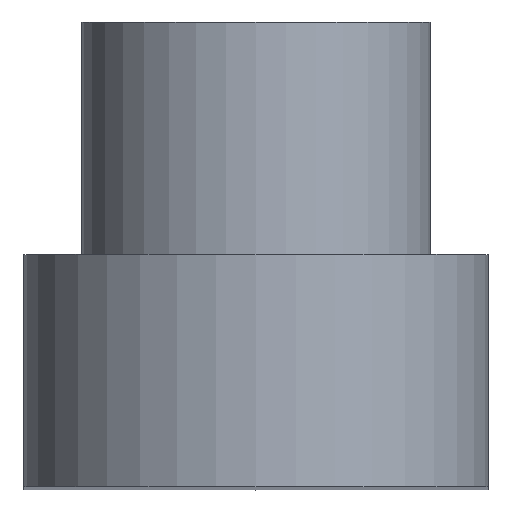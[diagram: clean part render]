
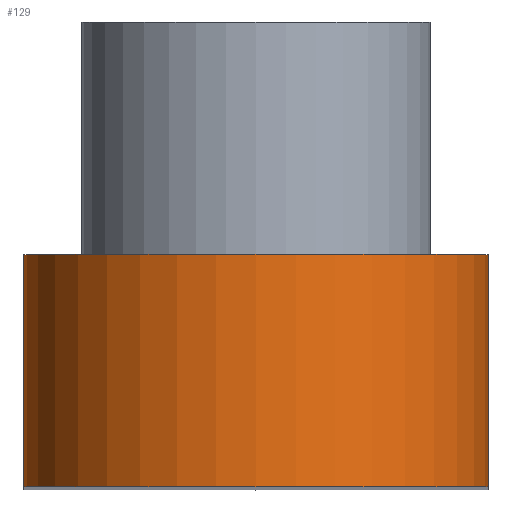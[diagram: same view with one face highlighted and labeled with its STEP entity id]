
A CAD part, top view. The second image highlights one B-rep face of the part: STEP entity #129.
In plain terms, the highlighted cylindrical face has radius 5.08 mm (diameter 10.16 mm), a partial arc.
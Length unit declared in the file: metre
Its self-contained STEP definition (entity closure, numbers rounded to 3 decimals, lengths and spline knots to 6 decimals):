
#23=LINE('',#210,#31);
#27=LINE('',#219,#35);
#31=VECTOR('',#172,1.);
#35=VECTOR('',#178,1.);
#38=CYLINDRICAL_SURFACE('',#156,0.00508);
#63=ORIENTED_EDGE('',*,*,#80,.F.);
#64=ORIENTED_EDGE('',*,*,#76,.F.);
#65=ORIENTED_EDGE('',*,*,#78,.F.);
#66=ORIENTED_EDGE('',*,*,#72,.F.);
#72=EDGE_CURVE('',#86,#83,#23,.F.);
#76=EDGE_CURVE('',#90,#87,#27,.T.);
#78=EDGE_CURVE('',#83,#90,#94,.T.);
#80=EDGE_CURVE('',#87,#86,#96,.F.);
#83=VERTEX_POINT('',#204);
#86=VERTEX_POINT('',#209);
#87=VERTEX_POINT('',#213);
#90=VERTEX_POINT('',#218);
#94=CIRCLE('',#151,0.00508);
#96=CIRCLE('',#154,0.00508);
#106=EDGE_LOOP('',(#63,#64,#65,#66));
#116=FACE_BOUND('',#106,.T.);
#129=ADVANCED_FACE('',(#116),#38,.T.);
#151=AXIS2_PLACEMENT_3D('',#222,#183,#184);
#154=AXIS2_PLACEMENT_3D('',#225,#189,#190);
#156=AXIS2_PLACEMENT_3D('',#227,#193,#194);
#172=DIRECTION('',(0.,1.,0.));
#178=DIRECTION('',(0.,1.,0.));
#183=DIRECTION('',(0.,-1.,0.));
#184=DIRECTION('',(0.,0.,-1.));
#189=DIRECTION('',(0.,-1.,0.));
#190=DIRECTION('',(0.,0.,-1.));
#193=DIRECTION('',(0.,1.,0.));
#194=DIRECTION('',(0.,0.,1.));
#204=CARTESIAN_POINT('',(0.01103,-0.03016,-0.01675));
#209=CARTESIAN_POINT('',(0.01103,-0.02508,-0.01675));
#210=CARTESIAN_POINT('',(0.01103,-0.03016,-0.01675));
#213=CARTESIAN_POINT('',(0.00087,-0.02508,-0.01675));
#218=CARTESIAN_POINT('',(0.00087,-0.03016,-0.01675));
#219=CARTESIAN_POINT('',(0.00087,-0.02508,-0.01675));
#222=CARTESIAN_POINT('',(0.00595,-0.03016,-0.01675));
#225=CARTESIAN_POINT('',(0.00595,-0.02508,-0.01675));
#227=CARTESIAN_POINT('',(0.00595,-0.03016,-0.01675));
